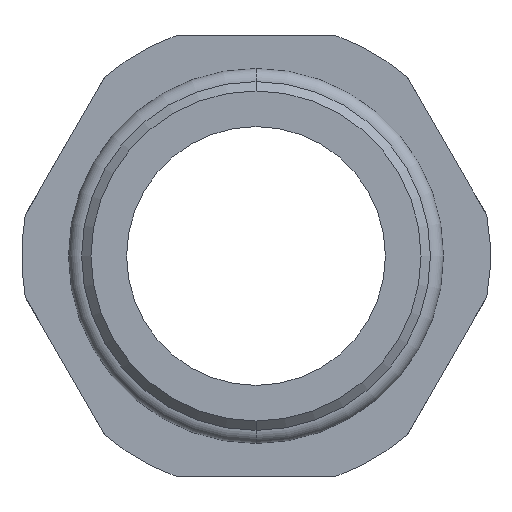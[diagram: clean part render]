
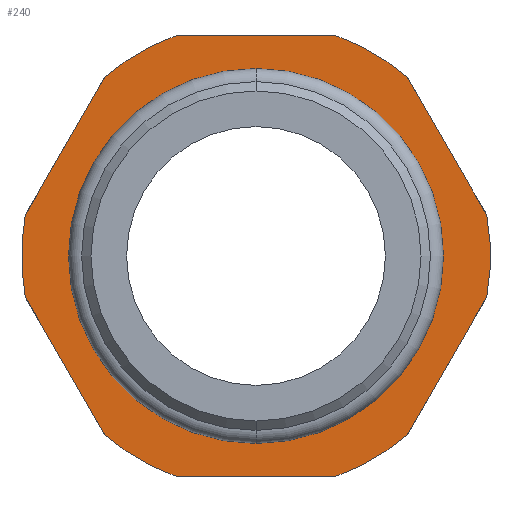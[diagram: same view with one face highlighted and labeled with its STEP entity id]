
A CAD part, front view. The second image highlights one B-rep face of the part: STEP entity #240.
In plain terms, the highlighted planar face has unit normal (0, -1, 0).
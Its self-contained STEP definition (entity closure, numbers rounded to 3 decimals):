
#5 = AXIS2_PLACEMENT_3D ( 'NONE', #393, #394, #395 ) ;
#8 = AXIS2_PLACEMENT_3D ( 'NONE', #420, #424, #425 ) ;
#10 = VECTOR ( 'NONE', #402, 1000. ) ;
#14 = AXIS2_PLACEMENT_3D ( 'NONE', #417, #418, #419 ) ;
#20 = FACE_BOUND ( 'NONE', #742, .T. ) ;
#27 = FACE_OUTER_BOUND ( 'NONE', #743, .T. ) ;
#28 = AXIS2_PLACEMENT_3D ( 'NONE', #437, #438, #439 ) ;
#88 = VECTOR ( 'NONE', #342, 1000. ) ;
#96 = AXIS2_PLACEMENT_3D ( 'NONE', #777, #778, #779 ) ;
#99 = VECTOR ( 'NONE', #765, 1000. ) ;
#106 = VECTOR ( 'NONE', #362, 1000. ) ;
#116 = AXIS2_PLACEMENT_3D ( 'NONE', #807, #808, #809 ) ;
#119 = AXIS2_PLACEMENT_3D ( 'NONE', #320, #324, #325 ) ;
#122 = AXIS2_PLACEMENT_3D ( 'NONE', #810, #814, #815 ) ;
#126 = VECTOR ( 'NONE', #323, 1000. ) ;
#130 = VECTOR ( 'NONE', #311, 1000. ) ;
#144 = EDGE_CURVE ( 'NONE', #610, #605, #763, .T. ) ;
#149 = EDGE_CURVE ( 'NONE', #622, #634, #232, .T. ) ;
#158 = EDGE_CURVE ( 'NONE', #608, #612, #226, .T. ) ;
#160 = EDGE_CURVE ( 'NONE', #637, #633, #216, .T. ) ;
#176 = EDGE_CURVE ( 'NONE', #608, #633, #309, .T. ) ;
#178 = EDGE_CURVE ( 'NONE', #630, #619, #321, .T. ) ;
#179 = EDGE_CURVE ( 'NONE', #629, #623, #218, .T. ) ;
#184 = EDGE_CURVE ( 'NONE', #622, #612, #340, .T. ) ;
#191 = EDGE_CURVE ( 'NONE', #637, #615, #360, .T. ) ;
#200 = EDGE_CURVE ( 'NONE', #623, #629, #248, .T. ) ;
#202 = EDGE_CURVE ( 'NONE', #610, #619, #225, .T. ) ;
#204 = EDGE_CURVE ( 'NONE', #642, #634, #400, .T. ) ;
#212 = EDGE_CURVE ( 'NONE', #642, #605, #227, .T. ) ;
#213 = CIRCLE ( 'NONE', #8, 12.5 ) ;
#216 = CIRCLE ( 'NONE', #122, 12.5 ) ;
#217 = EDGE_CURVE ( 'NONE', #630, #615, #213, .T. ) ;
#218 = CIRCLE ( 'NONE', #119, 9.624 ) ;
#225 = CIRCLE ( 'NONE', #5, 12.5 ) ;
#226 = CIRCLE ( 'NONE', #116, 12.5 ) ;
#227 = CIRCLE ( 'NONE', #14, 12.5 ) ;
#232 = CIRCLE ( 'NONE', #96, 12.5 ) ;
#240 = ADVANCED_FACE ( 'NONE', ( #20, #27 ), #436, .T. ) ;
#248 = CIRCLE ( 'NONE', #291, 9.624 ) ;
#291 = AXIS2_PLACEMENT_3D ( 'NONE', #386, #387, #388 ) ;
#309 = LINE ( 'NONE', #310, #130 ) ;
#310 = CARTESIAN_POINT ( 'NONE',  ( 7.051, -6., 11.288 ) ) ;
#311 = DIRECTION ( 'NONE',  ( -0.5, 0., 0.866 ) ) ;
#320 = CARTESIAN_POINT ( 'NONE',  ( 0., -6., 0. ) ) ;
#321 = LINE ( 'NONE', #322, #126 ) ;
#322 = CARTESIAN_POINT ( 'NONE',  ( -13.301, -6., 0.462 ) ) ;
#323 = DIRECTION ( 'NONE',  ( -0.5, 0., -0.866 ) ) ;
#324 = DIRECTION ( 'NONE',  ( 0., -1., 0. ) ) ;
#325 = DIRECTION ( 'NONE',  ( 0., 0., -1. ) ) ;
#340 = LINE ( 'NONE', #341, #88 ) ;
#341 = CARTESIAN_POINT ( 'NONE',  ( 7.051, -6., -11.288 ) ) ;
#342 = DIRECTION ( 'NONE',  ( 0.5, 0., 0.866 ) ) ;
#360 = LINE ( 'NONE', #361, #106 ) ;
#361 = CARTESIAN_POINT ( 'NONE',  ( -12.5, -6., 11.75 ) ) ;
#362 = DIRECTION ( 'NONE',  ( -1., 0., 0. ) ) ;
#386 = CARTESIAN_POINT ( 'NONE',  ( 0., -6., 0. ) ) ;
#387 = DIRECTION ( 'NONE',  ( 0., -1., 0. ) ) ;
#388 = DIRECTION ( 'NONE',  ( 0., 0., -1. ) ) ;
#393 = CARTESIAN_POINT ( 'NONE',  ( 0., -6., 0. ) ) ;
#394 = DIRECTION ( 'NONE',  ( 0., 1., 0. ) ) ;
#395 = DIRECTION ( 'NONE',  ( 0., 0., 1. ) ) ;
#400 = LINE ( 'NONE', #401, #10 ) ;
#401 = CARTESIAN_POINT ( 'NONE',  ( -12.5, -6., -11.75 ) ) ;
#402 = DIRECTION ( 'NONE',  ( 1., 0., 0. ) ) ;
#417 = CARTESIAN_POINT ( 'NONE',  ( 0., -6., 0. ) ) ;
#418 = DIRECTION ( 'NONE',  ( 0., 1., 0. ) ) ;
#419 = DIRECTION ( 'NONE',  ( 0., 0., 1. ) ) ;
#420 = CARTESIAN_POINT ( 'NONE',  ( 0., -6., 0. ) ) ;
#424 = DIRECTION ( 'NONE',  ( 0., 1., 0. ) ) ;
#425 = DIRECTION ( 'NONE',  ( 0., 0., 1. ) ) ;
#436 = PLANE ( 'NONE',  #28 ) ;
#437 = CARTESIAN_POINT ( 'NONE',  ( -12.5, -6., 0. ) ) ;
#438 = DIRECTION ( 'NONE',  ( 0., -1., 0. ) ) ;
#439 = DIRECTION ( 'NONE',  ( 0., 0., -1. ) ) ;
#497 = CARTESIAN_POINT ( 'NONE',  ( -8.043, -6., -9.568 ) ) ;
#500 = CARTESIAN_POINT ( 'NONE',  ( 12.308, -6., 2.182 ) ) ;
#502 = CARTESIAN_POINT ( 'NONE',  ( -12.308, -6., -2.182 ) ) ;
#504 = CARTESIAN_POINT ( 'NONE',  ( 12.308, -6., -2.182 ) ) ;
#507 = CARTESIAN_POINT ( 'NONE',  ( -4.265, -6., 11.75 ) ) ;
#511 = CARTESIAN_POINT ( 'NONE',  ( -12.308, -6., 2.182 ) ) ;
#514 = CARTESIAN_POINT ( 'NONE',  ( 8.043, -6., -9.568 ) ) ;
#515 = CARTESIAN_POINT ( 'NONE',  ( 0., -6., -9.624 ) ) ;
#521 = CARTESIAN_POINT ( 'NONE',  ( 0., -6., 9.624 ) ) ;
#522 = CARTESIAN_POINT ( 'NONE',  ( -8.043, -6., 9.568 ) ) ;
#525 = CARTESIAN_POINT ( 'NONE',  ( 8.043, -6., 9.568 ) ) ;
#526 = CARTESIAN_POINT ( 'NONE',  ( 4.265, -6., -11.75 ) ) ;
#529 = CARTESIAN_POINT ( 'NONE',  ( 4.265, -6., 11.75 ) ) ;
#534 = CARTESIAN_POINT ( 'NONE',  ( -4.265, -6., -11.75 ) ) ;
#571 = ORIENTED_EDGE ( 'NONE', *, *, #176, .T. ) ;
#572 = ORIENTED_EDGE ( 'NONE', *, *, #160, .F. ) ;
#578 = ORIENTED_EDGE ( 'NONE', *, *, #178, .T. ) ;
#579 = ORIENTED_EDGE ( 'NONE', *, *, #191, .T. ) ;
#586 = ORIENTED_EDGE ( 'NONE', *, *, #158, .F. ) ;
#600 = ORIENTED_EDGE ( 'NONE', *, *, #202, .F. ) ;
#601 = ORIENTED_EDGE ( 'NONE', *, *, #144, .T. ) ;
#605 = VERTEX_POINT ( 'NONE', #497 ) ;
#608 = VERTEX_POINT ( 'NONE', #500 ) ;
#610 = VERTEX_POINT ( 'NONE', #502 ) ;
#612 = VERTEX_POINT ( 'NONE', #504 ) ;
#615 = VERTEX_POINT ( 'NONE', #507 ) ;
#619 = VERTEX_POINT ( 'NONE', #511 ) ;
#622 = VERTEX_POINT ( 'NONE', #514 ) ;
#623 = VERTEX_POINT ( 'NONE', #515 ) ;
#629 = VERTEX_POINT ( 'NONE', #521 ) ;
#630 = VERTEX_POINT ( 'NONE', #522 ) ;
#633 = VERTEX_POINT ( 'NONE', #525 ) ;
#634 = VERTEX_POINT ( 'NONE', #526 ) ;
#637 = VERTEX_POINT ( 'NONE', #529 ) ;
#642 = VERTEX_POINT ( 'NONE', #534 ) ;
#676 = ORIENTED_EDGE ( 'NONE', *, *, #149, .F. ) ;
#693 = ORIENTED_EDGE ( 'NONE', *, *, #179, .F. ) ;
#707 = ORIENTED_EDGE ( 'NONE', *, *, #204, .T. ) ;
#710 = ORIENTED_EDGE ( 'NONE', *, *, #200, .F. ) ;
#715 = ORIENTED_EDGE ( 'NONE', *, *, #212, .F. ) ;
#742 = EDGE_LOOP ( 'NONE', ( #710, #693 ) ) ;
#743 = EDGE_LOOP ( 'NONE', ( #715, #707, #676, #862, #586, #571, #572, #579, #861, #578, #600, #601 ) ) ;
#763 = LINE ( 'NONE', #764, #99 ) ;
#764 = CARTESIAN_POINT ( 'NONE',  ( -13.301, -6., -0.462 ) ) ;
#765 = DIRECTION ( 'NONE',  ( 0.5, 0., -0.866 ) ) ;
#777 = CARTESIAN_POINT ( 'NONE',  ( 0., -6., 0. ) ) ;
#778 = DIRECTION ( 'NONE',  ( 0., 1., 0. ) ) ;
#779 = DIRECTION ( 'NONE',  ( 0., 0., 1. ) ) ;
#807 = CARTESIAN_POINT ( 'NONE',  ( 0., -6., 0. ) ) ;
#808 = DIRECTION ( 'NONE',  ( 0., 1., 0. ) ) ;
#809 = DIRECTION ( 'NONE',  ( 0., 0., 1. ) ) ;
#810 = CARTESIAN_POINT ( 'NONE',  ( 0., -6., 0. ) ) ;
#814 = DIRECTION ( 'NONE',  ( 0., 1., 0. ) ) ;
#815 = DIRECTION ( 'NONE',  ( 0., 0., 1. ) ) ;
#861 = ORIENTED_EDGE ( 'NONE', *, *, #217, .F. ) ;
#862 = ORIENTED_EDGE ( 'NONE', *, *, #184, .T. ) ;
